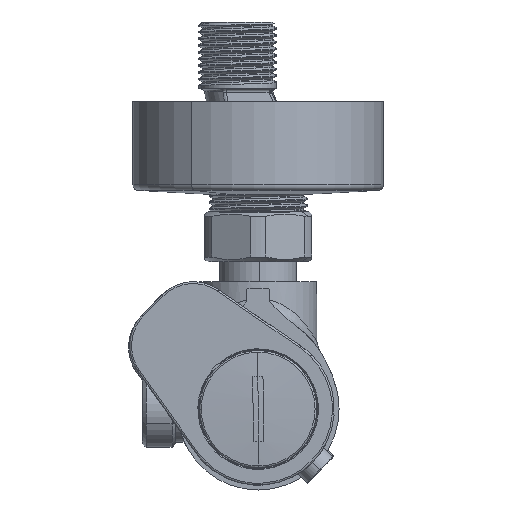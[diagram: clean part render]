
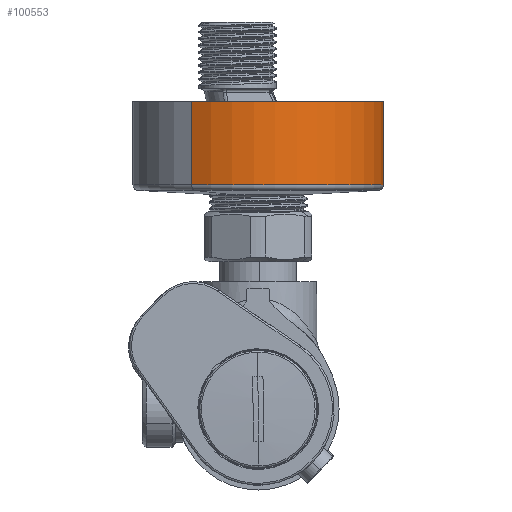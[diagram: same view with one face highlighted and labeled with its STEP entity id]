
A CAD part, left-side view. The second image highlights one B-rep face of the part: STEP entity #100553.
In plain terms, the highlighted cylindrical face has radius 33.75 mm (diameter 67.5 mm), a partial arc.
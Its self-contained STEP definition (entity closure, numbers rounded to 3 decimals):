
#991 = DIRECTION ( 'NONE',  ( 0., 0., -1. ) ) ;
#6239 = VERTEX_POINT ( 'NONE', #67926 ) ;
#8159 = DIRECTION ( 'NONE',  ( 0., 0., -1. ) ) ;
#9389 = AXIS2_PLACEMENT_3D ( 'NONE', #84847, #22884, #37812 ) ;
#10469 = AXIS2_PLACEMENT_3D ( 'NONE', #101034, #28874, #29912 ) ;
#16968 = ORIENTED_EDGE ( 'NONE', *, *, #45599, .F. ) ;
#19281 = ORIENTED_EDGE ( 'NONE', *, *, #74354, .F. ) ;
#21209 = EDGE_CURVE ( 'NONE', #6239, #43334, #33987, .T. ) ;
#21456 = ORIENTED_EDGE ( 'NONE', *, *, #21209, .T. ) ;
#22587 = DIRECTION ( 'NONE',  ( 0., 0., -1. ) ) ;
#22884 = DIRECTION ( 'NONE',  ( 0., 0., -1. ) ) ;
#24282 = CIRCLE ( 'NONE', #79898, 33.75 ) ;
#27833 = ORIENTED_EDGE ( 'NONE', *, *, #28866, .T. ) ;
#28866 = EDGE_CURVE ( 'NONE', #43334, #65792, #62931, .T. ) ;
#28874 = DIRECTION ( 'NONE',  ( 0., 0., -1. ) ) ;
#29839 = CARTESIAN_POINT ( 'NONE',  ( -13.098, 17.923, 82.8 ) ) ;
#29912 = DIRECTION ( 'NONE',  ( -0.847, 0.531, 0. ) ) ;
#33987 = CIRCLE ( 'NONE', #9389, 33.75 ) ;
#37812 = DIRECTION ( 'NONE',  ( -0.847, 0.531, 0. ) ) ;
#39524 = CARTESIAN_POINT ( 'NONE',  ( 15.5, 0., 60.419 ) ) ;
#39808 = VECTOR ( 'NONE', #991, 1000. ) ;
#43334 = VERTEX_POINT ( 'NONE', #29839 ) ;
#45599 = EDGE_CURVE ( 'NONE', #6239, #58123, #88055, .T. ) ;
#50599 = CARTESIAN_POINT ( 'NONE',  ( -13.098, 17.923, 60.419 ) ) ;
#54534 = EDGE_LOOP ( 'NONE', ( #16968, #21456, #27833, #19281 ) ) ;
#58123 = VERTEX_POINT ( 'NONE', #64553 ) ;
#62931 = LINE ( 'NONE', #78304, #97911 ) ;
#64553 = CARTESIAN_POINT ( 'NONE',  ( 44.098, -17.923, 60.419 ) ) ;
#65792 = VERTEX_POINT ( 'NONE', #50599 ) ;
#67926 = CARTESIAN_POINT ( 'NONE',  ( 44.098, -17.923, 82.8 ) ) ;
#74354 = EDGE_CURVE ( 'NONE', #58123, #65792, #24282, .T. ) ;
#78304 = CARTESIAN_POINT ( 'NONE',  ( -13.098, 17.923, 55.32 ) ) ;
#78378 = CARTESIAN_POINT ( 'NONE',  ( 44.098, -17.923, 55.32 ) ) ;
#79898 = AXIS2_PLACEMENT_3D ( 'NONE', #39524, #22587, #94197 ) ;
#84847 = CARTESIAN_POINT ( 'NONE',  ( 15.5, 0., 82.8 ) ) ;
#88055 = LINE ( 'NONE', #78378, #39808 ) ;
#92852 = CYLINDRICAL_SURFACE ( 'NONE', #10469, 33.75 ) ;
#94197 = DIRECTION ( 'NONE',  ( -0.847, 0.531, 0. ) ) ;
#97911 = VECTOR ( 'NONE', #8159, 1000. ) ;
#99002 = FACE_OUTER_BOUND ( 'NONE', #54534, .T. ) ;
#100553 = ADVANCED_FACE ( 'NONE', ( #99002 ), #92852, .T. ) ;
#101034 = CARTESIAN_POINT ( 'NONE',  ( 15.5, 0., 55.32 ) ) ;
